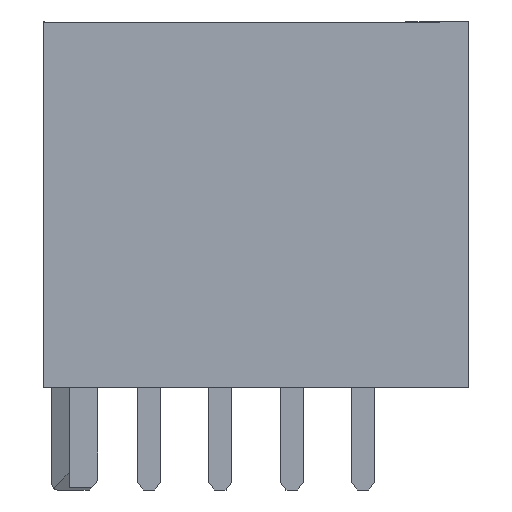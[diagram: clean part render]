
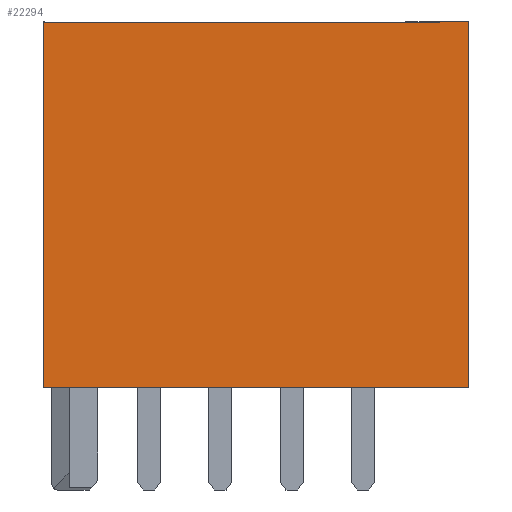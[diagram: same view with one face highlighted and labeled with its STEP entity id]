
A CAD part, left-side view. The second image highlights one B-rep face of the part: STEP entity #22294.
In plain terms, the highlighted planar face has unit normal (-1, 0, 0).
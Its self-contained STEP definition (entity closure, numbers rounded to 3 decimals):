
#2844=ORIENTED_EDGE('',*,*,#6635,.F.);
#2845=ORIENTED_EDGE('',*,*,#6792,.F.);
#2846=ORIENTED_EDGE('',*,*,#6644,.F.);
#2847=ORIENTED_EDGE('',*,*,#6627,.F.);
#6627=EDGE_CURVE('',#8690,#8691,#10549,.T.);
#6635=EDGE_CURVE('',#8696,#8690,#10557,.T.);
#6644=EDGE_CURVE('',#8691,#8701,#10566,.T.);
#6792=EDGE_CURVE('',#8701,#8696,#10714,.T.);
#8690=VERTEX_POINT('',#30924);
#8691=VERTEX_POINT('',#30926);
#8696=VERTEX_POINT('',#30940);
#8701=VERTEX_POINT('',#30961);
#10549=LINE('',#30925,#12846);
#10557=LINE('',#30941,#12854);
#10566=LINE('',#30960,#12863);
#10714=LINE('',#31230,#13011);
#12846=VECTOR('',#25997,1000.);
#12854=VECTOR('',#26009,1000.);
#12863=VECTOR('',#26030,1000.);
#13011=VECTOR('',#26320,1000.);
#14147=EDGE_LOOP('',(#2844,#2845,#2846,#2847));
#15015=FACE_BOUND('',#14147,.T.);
#15822=PLANE('',#23196);
#22294=ADVANCED_FACE('',(#15015),#15822,.F.);
#23196=AXIS2_PLACEMENT_3D('',#31229,#26318,#26319);
#25997=DIRECTION('',(0.,1.,0.));
#26009=DIRECTION('',(0.,0.,-1.));
#26030=DIRECTION('',(0.,0.,1.));
#26318=DIRECTION('',(1.,0.,0.));
#26319=DIRECTION('',(0.,0.,1.));
#26320=DIRECTION('',(0.,-1.,0.));
#30924=CARTESIAN_POINT('',(-18.5,-7.45,-6.4));
#30925=CARTESIAN_POINT('',(-18.5,-7.45,-6.4));
#30926=CARTESIAN_POINT('',(-18.5,7.45,-6.4));
#30940=CARTESIAN_POINT('',(-18.5,-7.45,6.4));
#30941=CARTESIAN_POINT('',(-18.5,-7.45,6.4));
#30960=CARTESIAN_POINT('',(-18.5,7.45,-6.4));
#30961=CARTESIAN_POINT('',(-18.5,7.45,6.4));
#31229=CARTESIAN_POINT('',(-18.5,0.,0.));
#31230=CARTESIAN_POINT('',(-18.5,7.45,6.4));
